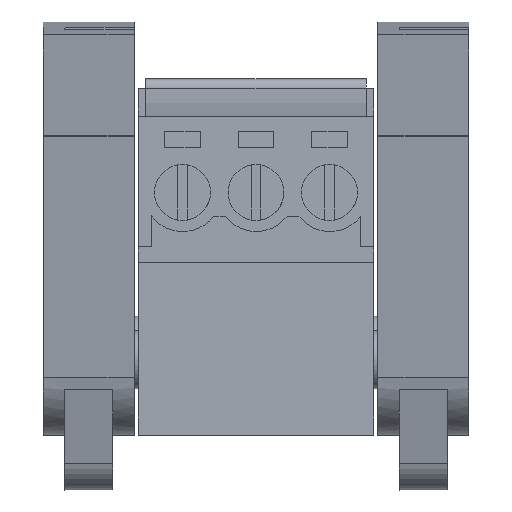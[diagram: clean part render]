
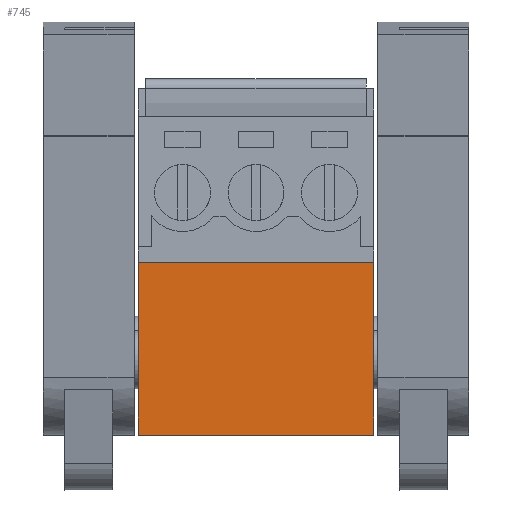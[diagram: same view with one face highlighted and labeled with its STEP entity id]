
A CAD part, front view. The second image highlights one B-rep face of the part: STEP entity #745.
In plain terms, the highlighted planar face has unit normal (0, -1, 0).
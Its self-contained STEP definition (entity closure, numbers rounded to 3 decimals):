
#725=AXIS2_PLACEMENT_3D('Plane Axis2P3D',#722,#723,#724) ;
#63=CARTESIAN_POINT('Vertex',(4.9,5.036,2.846)) ;
#66=CARTESIAN_POINT('Line Origine',(4.9,5.036,7.321)) ;
#70=CARTESIAN_POINT('Vertex',(4.9,5.036,11.796)) ;
#365=CARTESIAN_POINT('Vertex',(17.12,5.036,2.846)) ;
#368=CARTESIAN_POINT('Line Origine',(11.01,5.036,2.846)) ;
#722=CARTESIAN_POINT('Axis2P3D Location',(17.12,5.036,11.796)) ;
#727=CARTESIAN_POINT('Line Origine',(17.12,5.036,7.321)) ;
#731=CARTESIAN_POINT('Vertex',(17.12,5.036,11.796)) ;
#734=CARTESIAN_POINT('Line Origine',(11.01,5.036,11.796)) ;
#67=DIRECTION('Vector Direction',(0.,0.,-1.)) ;
#369=DIRECTION('Vector Direction',(-1.,0.,0.)) ;
#723=DIRECTION('Axis2P3D Direction',(0.,1.,0.)) ;
#724=DIRECTION('Axis2P3D XDirection',(0.,0.,-1.)) ;
#728=DIRECTION('Vector Direction',(0.,0.,-1.)) ;
#735=DIRECTION('Vector Direction',(-1.,0.,0.)) ;
#68=VECTOR('Line Direction',#67,1.) ;
#370=VECTOR('Line Direction',#369,1.) ;
#729=VECTOR('Line Direction',#728,1.) ;
#736=VECTOR('Line Direction',#735,1.) ;
#740=ORIENTED_EDGE('',*,*,#372,.F.) ;
#741=ORIENTED_EDGE('',*,*,#733,.F.) ;
#742=ORIENTED_EDGE('',*,*,#738,.T.) ;
#743=ORIENTED_EDGE('',*,*,#72,.T.) ;
#745=ADVANCED_FACE('HOUSING',(#744),#726,.F.) ;
#72=EDGE_CURVE('',#71,#64,#69,.T.) ;
#372=EDGE_CURVE('',#366,#64,#371,.T.) ;
#733=EDGE_CURVE('',#732,#366,#730,.T.) ;
#738=EDGE_CURVE('',#732,#71,#737,.T.) ;
#739=EDGE_LOOP('',(#740,#741,#742,#743)) ;
#744=FACE_OUTER_BOUND('',#739,.T.) ;
#69=LINE('Line',#66,#68) ;
#371=LINE('Line',#368,#370) ;
#730=LINE('Line',#727,#729) ;
#737=LINE('Line',#734,#736) ;
#726=PLANE('',#725) ;
#64=VERTEX_POINT('',#63) ;
#71=VERTEX_POINT('',#70) ;
#366=VERTEX_POINT('',#365) ;
#732=VERTEX_POINT('',#731) ;
